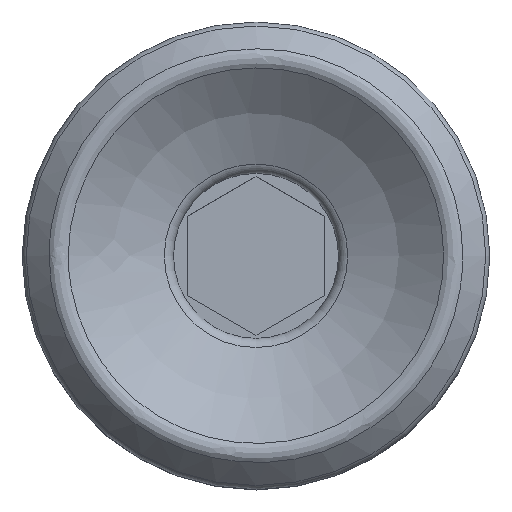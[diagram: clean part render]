
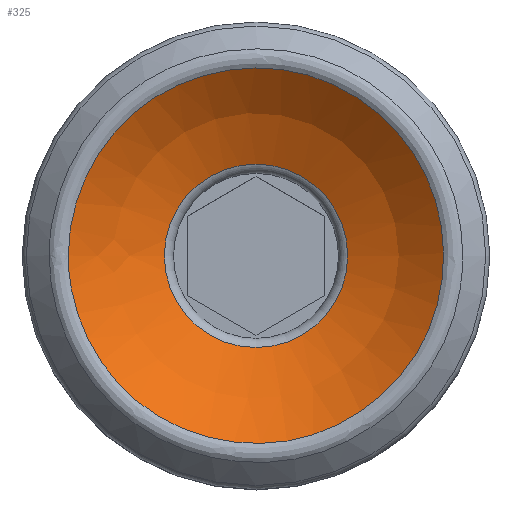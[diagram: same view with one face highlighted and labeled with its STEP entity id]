
A CAD part, top view. The second image highlights one B-rep face of the part: STEP entity #325.
In plain terms, the highlighted spherical face has radius 5 mm.
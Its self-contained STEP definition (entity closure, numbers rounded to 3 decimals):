
#27=SPHERICAL_SURFACE('',#372,5.);
#80=B_SPLINE_CURVE_WITH_KNOTS('',3,(#591,#592,#593,#594,#595,#596,#597,
#598,#599,#600),.UNSPECIFIED.,.F.,.F.,(4,1,1,1,1,1,1,4),(1.119,
1.439,1.758,2.078,2.398,2.718,
3.037,3.356),.UNSPECIFIED.);
#81=B_SPLINE_CURVE_WITH_KNOTS('',3,(#601,#602,#603,#604),.UNSPECIFIED.,
 .F.,.F.,(4,4),(3.356,3.357),.UNSPECIFIED.);
#88=FACE_OUTER_BOUND('',#108,.T.);
#108=EDGE_LOOP('',(#248,#249,#250,#251,#252,#253));
#134=CIRCLE('',#373,1.667);
#135=CIRCLE('',#374,1.667);
#136=CIRCLE('',#375,5.);
#154=VERTEX_POINT('',#588);
#155=VERTEX_POINT('',#590);
#156=VERTEX_POINT('',#606);
#157=VERTEX_POINT('',#607);
#189=EDGE_CURVE('',#154,#155,#80,.T.);
#190=EDGE_CURVE('',#155,#154,#81,.T.);
#191=EDGE_CURVE('',#156,#157,#134,.T.);
#192=EDGE_CURVE('',#157,#156,#135,.T.);
#193=EDGE_CURVE('',#157,#155,#136,.T.);
#248=ORIENTED_EDGE('',*,*,#191,.F.);
#249=ORIENTED_EDGE('',*,*,#192,.F.);
#250=ORIENTED_EDGE('',*,*,#193,.T.);
#251=ORIENTED_EDGE('',*,*,#189,.F.);
#252=ORIENTED_EDGE('',*,*,#190,.F.);
#253=ORIENTED_EDGE('',*,*,#193,.F.);
#325=ADVANCED_FACE('',(#88),#27,.F.);
#372=AXIS2_PLACEMENT_3D('',#605,#426,#427);
#373=AXIS2_PLACEMENT_3D('',#608,#428,#429);
#374=AXIS2_PLACEMENT_3D('',#609,#430,#431);
#375=AXIS2_PLACEMENT_3D('',#610,#432,#433);
#426=DIRECTION('center_axis',(0.,0.,1.));
#427=DIRECTION('ref_axis',(1.,0.,0.));
#428=DIRECTION('center_axis',(0.,0.,1.));
#429=DIRECTION('ref_axis',(-1.,0.,0.));
#430=DIRECTION('center_axis',(0.,0.,1.));
#431=DIRECTION('ref_axis',(-1.,0.,0.));
#432=DIRECTION('center_axis',(0.,1.,0.));
#433=DIRECTION('ref_axis',(-1.,0.,0.));
#588=CARTESIAN_POINT('',(-3.413,0.006,2.346));
#590=CARTESIAN_POINT('',(-3.413,0.,2.346));
#591=CARTESIAN_POINT('Ctrl Pts',(-3.413,0.006,
2.346));
#592=CARTESIAN_POINT('Ctrl Pts',(-3.411,1.023,2.346));
#593=CARTESIAN_POINT('Ctrl Pts',(-2.431,3.058,2.346));
#594=CARTESIAN_POINT('Ctrl Pts',(0.881,3.81,2.346));
#595=CARTESIAN_POINT('Ctrl Pts',(3.521,1.684,2.346));
#596=CARTESIAN_POINT('Ctrl Pts',(3.519,-1.697,2.346));
#597=CARTESIAN_POINT('Ctrl Pts',(0.866,-3.809,2.346));
#598=CARTESIAN_POINT('Ctrl Pts',(-2.441,-3.05,2.346));
#599=CARTESIAN_POINT('Ctrl Pts',(-3.413,-1.015,2.346));
#600=CARTESIAN_POINT('Ctrl Pts',(-3.413,0.,
2.346));
#601=CARTESIAN_POINT('Ctrl Pts',(-3.413,0.,
2.346));
#602=CARTESIAN_POINT('Ctrl Pts',(-3.413,0.002,
2.346));
#603=CARTESIAN_POINT('Ctrl Pts',(-3.413,0.004,
2.346));
#604=CARTESIAN_POINT('Ctrl Pts',(-3.413,0.006,
2.346));
#605=CARTESIAN_POINT('Origin',(0.,0.,6.));
#606=CARTESIAN_POINT('',(1.667,0.,1.286));
#607=CARTESIAN_POINT('',(-1.667,0.,1.286));
#608=CARTESIAN_POINT('Origin',(0.,0.,1.286));
#609=CARTESIAN_POINT('Origin',(0.,0.,1.286));
#610=CARTESIAN_POINT('Origin',(0.,0.,6.));
